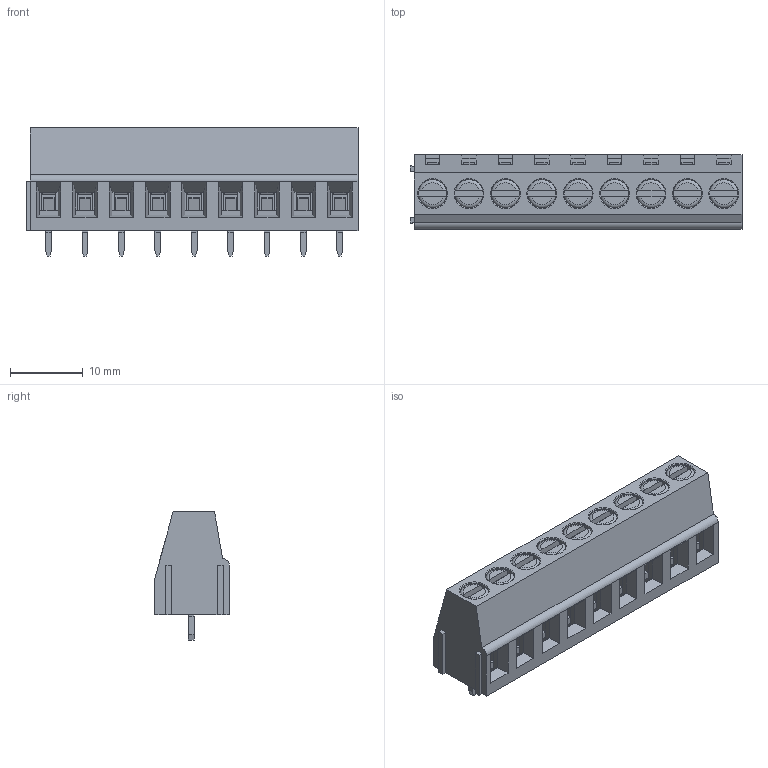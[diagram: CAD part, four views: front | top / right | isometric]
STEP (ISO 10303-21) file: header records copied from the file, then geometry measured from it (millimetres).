
FILE_DESCRIPTION(('STEP AP214'), '1');
FILE_NAME('DG128-5.0-03', '2017-07-15T10:03:46', ('Nobody'), (''), 'ASCON STEP Converter 1.3', 'ASCON Math Kernel', '');
FILE_SCHEMA(('AUTOMOTIVE_DESIGN { 1 0 10303 214 3 1 1}'));
Length unit declared in the file: millimetre
Assembly tree (27 placements, depth 2):
  (unnamed)
    (unnamed)  x9
    (unnamed)  x9
    (unnamed)  x9
Bounding box: 45.6 x 10.2 x 17.6 mm (x, y, z)
Volume: 3831.1 mm3; surface area: 8150.7 mm2
Topology: 28 solids, 28 shells, 1060 faces, 2652 edges, 1666 vertices
Faces by surface type: plane 906, cylinder 118, torus 27, cone 9
Full cylindrical faces by diameter (mm): 1.8 x9, 2 x9, 2.5 x9, 2.6 x9, 4 x9, 4.1 x9
Entity records: 18203 total; most frequent: CARTESIAN_POINT 2497, ORIENTED_EDGE 2374, DIRECTION 2220, EDGE_CURVE 1187, LINE 1108, VECTOR 1108, VERTEX_POINT 777, AXIS2_PLACEMENT_3D 556
